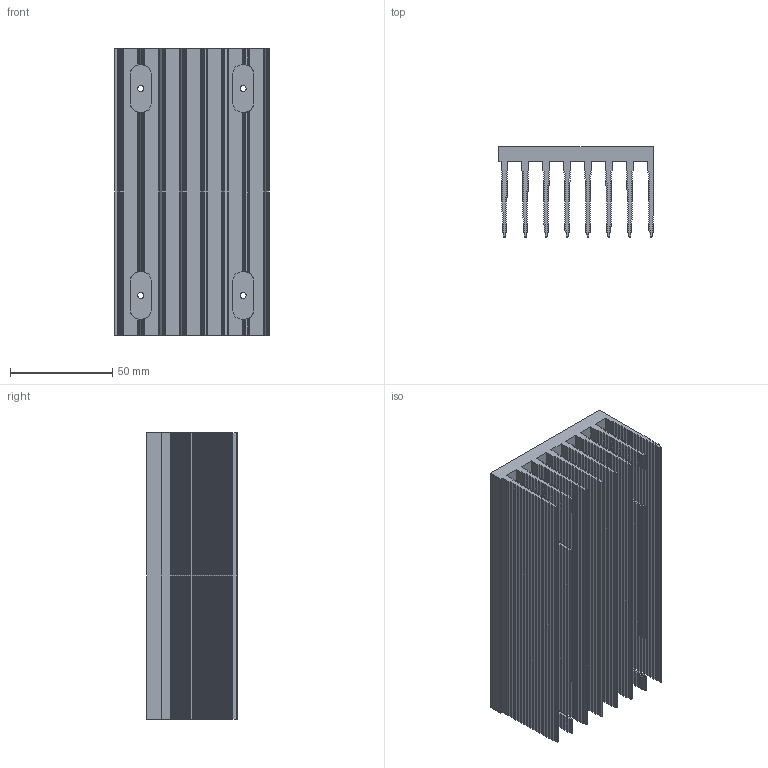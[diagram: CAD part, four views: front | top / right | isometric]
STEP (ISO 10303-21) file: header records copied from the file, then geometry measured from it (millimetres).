
FILE_DESCRIPTION(('STEP AP242'), '1');
FILE_NAME('購葠.752695.058 冓儰僗闉 182', '', ('UNSPECIFIED'), ('UNSPECIFIED'), 'ASCON STEP Converter 1.6', 'ASCON Math Kernel', '');
FILE_SCHEMA(('AP242_MANAGED_MODEL_BASED_3D_ENGINEERING_MIM_LF { 1 0 10303 442 1 1 4 }'));
Length unit declared in the file: millimetre
Products named in the file (1): 購葠.752695.058
Bounding box: 75.52 x 44 x 140 mm (x, y, z)
Volume: 151689.9 mm3; surface area: 124884.5 mm2
Topology: 1 solids, 1 shells, 1672 faces, 5010 edges, 3340 vertices
Faces by surface type: plane 1512, cylinder 160
Full cylindrical faces by diameter (mm): 2.9 x4
Entity records: 68694 total; most frequent: CARTESIAN_POINT 11943, ORIENTED_EDGE 10012, DIRECTION 7816, EDGE_CURVE 5006, LINE 4294, VECTOR 4294, VERTEX_POINT 3340, AXIS2_PLACEMENT_3D 1761
